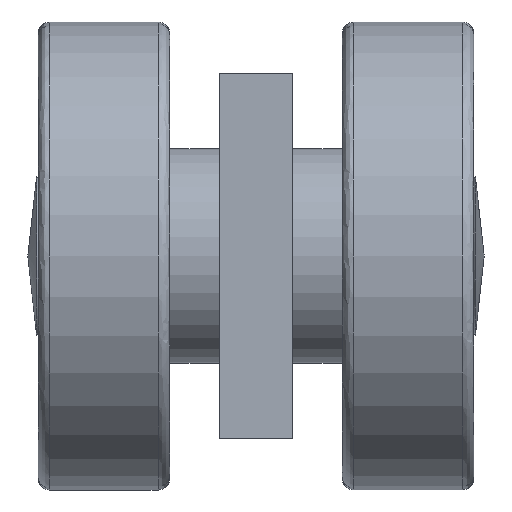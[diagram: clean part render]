
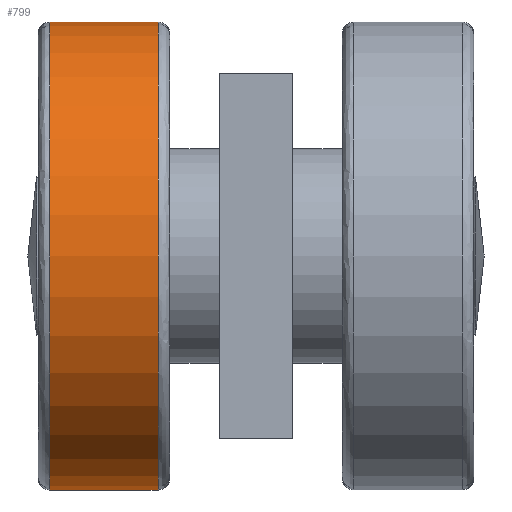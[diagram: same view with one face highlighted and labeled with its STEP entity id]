
A CAD part, front view. The second image highlights one B-rep face of the part: STEP entity #799.
In plain terms, the highlighted cylindrical face has radius 16 mm (diameter 32 mm), a partial arc.
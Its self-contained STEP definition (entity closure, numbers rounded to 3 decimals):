
#109 = ORIENTED_EDGE ( 'NONE', *, *, #1592, .F. ) ;
#157 = VECTOR ( 'NONE', #1669, 1000. ) ;
#233 = DIRECTION ( 'NONE',  ( 1., 0., 0. ) ) ;
#268 = DIRECTION ( 'NONE',  ( 0., 0., -1. ) ) ;
#380 = ORIENTED_EDGE ( 'NONE', *, *, #1385, .T. ) ;
#499 = CARTESIAN_POINT ( 'NONE',  ( -2.5, 20., -16. ) ) ;
#551 = DIRECTION ( 'NONE',  ( 1., 0., 0. ) ) ;
#724 = CARTESIAN_POINT ( 'NONE',  ( -2.5, 20., 16. ) ) ;
#799 = ADVANCED_FACE ( 'NONE', ( #1353 ), #1762, .T. ) ;
#837 = AXIS2_PLACEMENT_3D ( 'NONE', #3506, #551, #268 ) ;
#878 = CARTESIAN_POINT ( 'NONE',  ( -6.7, 20., -16. ) ) ;
#1014 = CARTESIAN_POINT ( 'NONE',  ( -2.5, 20., 0. ) ) ;
#1095 = CARTESIAN_POINT ( 'NONE',  ( -14.1, 20., -16. ) ) ;
#1317 = EDGE_CURVE ( 'NONE', #4239, #1812, #3041, .T. ) ;
#1353 = FACE_OUTER_BOUND ( 'NONE', #3597, .T. ) ;
#1365 = ORIENTED_EDGE ( 'NONE', *, *, #3182, .T. ) ;
#1385 = EDGE_CURVE ( 'NONE', #4460, #4239, #3087, .T. ) ;
#1592 = EDGE_CURVE ( 'NONE', #3515, #1812, #2911, .T. ) ;
#1669 = DIRECTION ( 'NONE',  ( 1., 0., 0. ) ) ;
#1753 = CIRCLE ( 'NONE', #837, 16. ) ;
#1762 = CYLINDRICAL_SURFACE ( 'NONE', #2560, 16. ) ;
#1812 = VERTEX_POINT ( 'NONE', #3426 ) ;
#1985 = VECTOR ( 'NONE', #2197, 1000. ) ;
#2128 = AXIS2_PLACEMENT_3D ( 'NONE', #4018, #2239, #2956 ) ;
#2197 = DIRECTION ( 'NONE',  ( 1., 0., 0. ) ) ;
#2239 = DIRECTION ( 'NONE',  ( -1., 0., 0. ) ) ;
#2434 = DIRECTION ( 'NONE',  ( 0., 0., -1. ) ) ;
#2560 = AXIS2_PLACEMENT_3D ( 'NONE', #1014, #233, #2434 ) ;
#2911 = LINE ( 'NONE', #724, #1985 ) ;
#2956 = DIRECTION ( 'NONE',  ( 0., 0., -1. ) ) ;
#3041 = CIRCLE ( 'NONE', #2128, 16. ) ;
#3072 = CARTESIAN_POINT ( 'NONE',  ( -14.1, 20., 16. ) ) ;
#3087 = LINE ( 'NONE', #499, #157 ) ;
#3182 = EDGE_CURVE ( 'NONE', #3515, #4460, #1753, .T. ) ;
#3426 = CARTESIAN_POINT ( 'NONE',  ( -6.7, 20., 16. ) ) ;
#3480 = ORIENTED_EDGE ( 'NONE', *, *, #1317, .T. ) ;
#3506 = CARTESIAN_POINT ( 'NONE',  ( -14.1, 20., 0. ) ) ;
#3515 = VERTEX_POINT ( 'NONE', #3072 ) ;
#3597 = EDGE_LOOP ( 'NONE', ( #109, #1365, #380, #3480 ) ) ;
#4018 = CARTESIAN_POINT ( 'NONE',  ( -6.7, 20., 0. ) ) ;
#4239 = VERTEX_POINT ( 'NONE', #878 ) ;
#4460 = VERTEX_POINT ( 'NONE', #1095 ) ;
